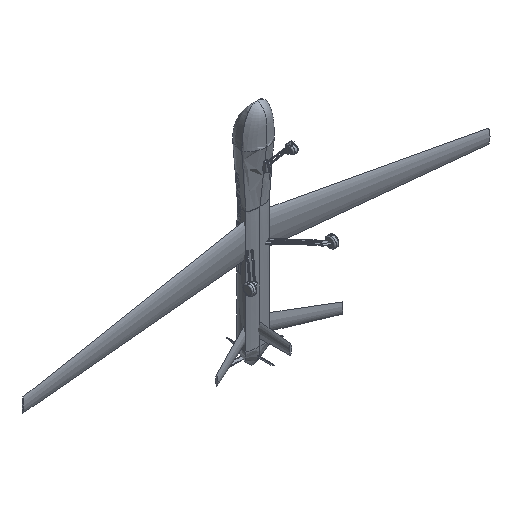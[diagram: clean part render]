
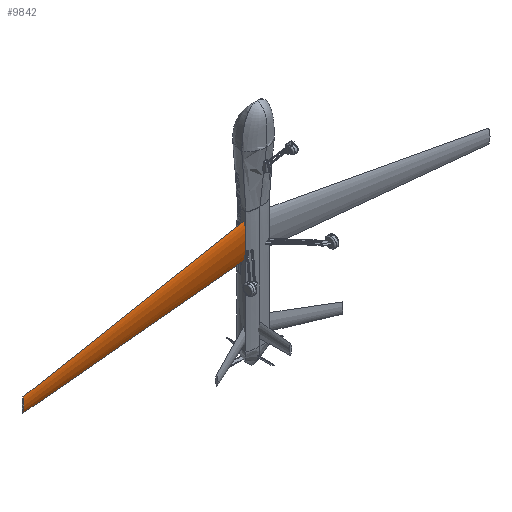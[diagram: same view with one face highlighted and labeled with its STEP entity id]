
A CAD part, isometric view. The second image highlights one B-rep face of the part: STEP entity #9842.
In plain terms, the highlighted free-form (B-spline) face has degree [3, 1] with [4, 2] control points.
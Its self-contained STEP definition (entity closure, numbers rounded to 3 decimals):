
#9802 = EDGE_CURVE('',#9803,#9805,#9807,.T.);
#9803 = VERTEX_POINT('',#9804);
#9804 = CARTESIAN_POINT('',(0.,1246.475,-3019.966));
#9805 = VERTEX_POINT('',#9806);
#9806 = CARTESIAN_POINT('',(-7089.232,1218.669,
    -4322.701));
#9807 = B_SPLINE_CURVE_WITH_KNOTS('',1,(#9808,#9809),.UNSPECIFIED.,.F.,
  .F.,(2,2),(-4271.25,4271.25),
  .PIECEWISE_BEZIER_KNOTS.);
#9808 = CARTESIAN_POINT('',(0.,1246.475,-3019.966));
#9809 = CARTESIAN_POINT('',(-7089.232,1218.669,
    -4322.701));
#9812 = VERTEX_POINT('',#9813);
#9813 = CARTESIAN_POINT('',(-7089.232,1218.669,
    -4751.341));
#9820 = EDGE_CURVE('',#9812,#9821,#9823,.T.);
#9821 = VERTEX_POINT('',#9822);
#9822 = CARTESIAN_POINT('',(0.,1246.475,-4091.566));
#9823 = B_SPLINE_CURVE_WITH_KNOTS('',1,(#9824,#9825),.UNSPECIFIED.,.F.,
  .F.,(2,2),(-4219.064,4219.064),
  .PIECEWISE_BEZIER_KNOTS.);
#9824 = CARTESIAN_POINT('',(-7089.232,1218.669,
    -4751.341));
#9825 = CARTESIAN_POINT('',(0.,1246.475,
    -4091.566));
#9842 = ADVANCED_FACE('',(#9843),#9861,.F.);
#9843 = FACE_BOUND('',#9844,.F.);
#9844 = EDGE_LOOP('',(#9845,#9846,#9853,#9854));
#9845 = ORIENTED_EDGE('',*,*,#9820,.F.);
#9846 = ORIENTED_EDGE('',*,*,#9847,.T.);
#9847 = EDGE_CURVE('',#9812,#9805,#9848,.T.);
#9848 = B_SPLINE_CURVE_WITH_KNOTS('',3,(#9849,#9850,#9851,#9852),
  .UNSPECIFIED.,.F.,.F.,(4,4),(0.,1.),.PIECEWISE_BEZIER_KNOTS.);
#9849 = CARTESIAN_POINT('',(-7089.232,1218.669,
    -4751.341));
#9850 = CARTESIAN_POINT('',(-7096.496,1172.377,
    -4616.364));
#9851 = CARTESIAN_POINT('',(-7097.234,1174.569,
    -4458.369));
#9852 = CARTESIAN_POINT('',(-7089.232,1218.669,
    -4322.701));
#9853 = ORIENTED_EDGE('',*,*,#9802,.F.);
#9854 = ORIENTED_EDGE('',*,*,#9855,.T.);
#9855 = EDGE_CURVE('',#9803,#9821,#9856,.T.);
#9856 = B_SPLINE_CURVE_WITH_KNOTS('',3,(#9857,#9858,#9859,#9860),
  .UNSPECIFIED.,.F.,.F.,(4,4),(0.,1.),.PIECEWISE_BEZIER_KNOTS.);
#9857 = CARTESIAN_POINT('',(0.,1246.475,-3019.966));
#9858 = CARTESIAN_POINT('',(0.,1103.595,-3267.441));
#9859 = CARTESIAN_POINT('',(0.,1172.514,-3815.543));
#9860 = CARTESIAN_POINT('',(0.,1246.475,-4091.566));
#9861 = B_SPLINE_SURFACE_WITH_KNOTS('',3,1,(
    (#9862,#9863)
    ,(#9864,#9865)
    ,(#9866,#9867)
    ,(#9868,#9869
    )),.UNSPECIFIED.,.F.,.F.,.F.,(4,4),(2,2),(0.,1.),(0.,1.),
  .PIECEWISE_BEZIER_KNOTS.);
#9862 = CARTESIAN_POINT('',(0.,1246.475,-3019.966));
#9863 = CARTESIAN_POINT('',(-7089.232,1218.669,
    -4322.701));
#9864 = CARTESIAN_POINT('',(0.,1103.595,-3267.441));
#9865 = CARTESIAN_POINT('',(-7097.234,1174.569,
    -4458.369));
#9866 = CARTESIAN_POINT('',(0.,1172.514,-3815.543));
#9867 = CARTESIAN_POINT('',(-7096.496,1172.377,
    -4616.364));
#9868 = CARTESIAN_POINT('',(0.,1246.475,-4091.566));
#9869 = CARTESIAN_POINT('',(-7089.232,1218.669,
    -4751.341));
